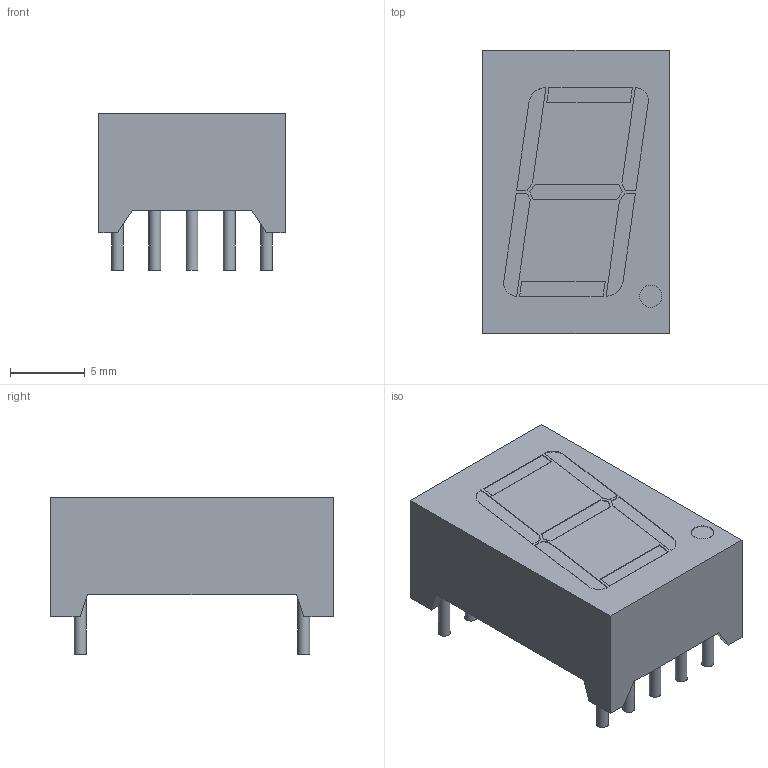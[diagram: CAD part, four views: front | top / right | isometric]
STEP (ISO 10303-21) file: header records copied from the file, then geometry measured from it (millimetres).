
FILE_DESCRIPTION(('STEP AP214'), '1');
FILE_NAME('Sc56-11', '', ('UNSPECIFIED'), ('UNSPECIFIED'), 'ASCON STEP Converter 1.6', 'ASCON Math Kernel', '');
FILE_SCHEMA(('AUTOMOTIVE_DESIGN { 1 0 10303 214 3 1 1}'));
Length unit declared in the file: millimetre
Bounding box: 12.5 x 19 x 10.5 mm (x, y, z)
Volume: 1574.7 mm3; surface area: 1035.7 mm2
Topology: 1 solids, 1 shells, 89 faces, 207 edges, 138 vertices
Faces by surface type: plane 74, cylinder 15
Full cylindrical faces by diameter (mm): 0.8 x10, 1.5 x1
Entity records: 3208 total; most frequent: CARTESIAN_POINT 424, DIRECTION 406, ORIENTED_EDGE 392, EDGE_CURVE 196, LINE 166, VECTOR 166, VERTEX_POINT 138, AXIS2_PLACEMENT_3D 120
